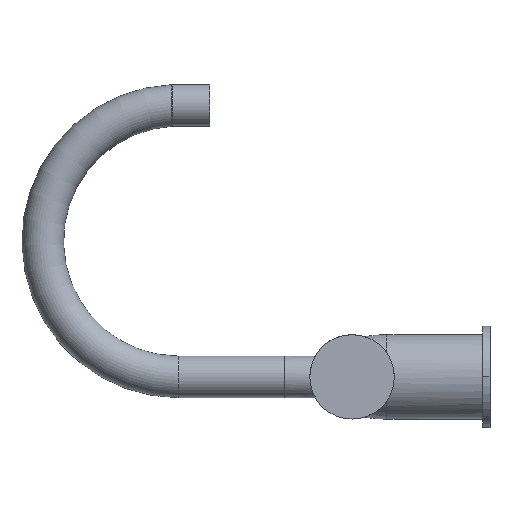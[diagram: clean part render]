
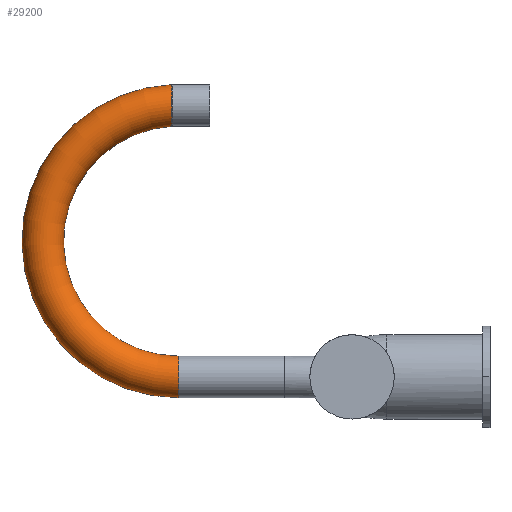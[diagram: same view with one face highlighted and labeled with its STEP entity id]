
A CAD part, left-side view. The second image highlights one B-rep face of the part: STEP entity #29200.
In plain terms, the highlighted toroidal (fillet/blend) face has major radius 72.5 mm and minor radius 11.1 mm.
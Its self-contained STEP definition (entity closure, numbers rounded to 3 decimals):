
#1703 = CARTESIAN_POINT ( 'NONE',  ( 0., 162.233, 72.5 ) ) ;
#2208 = CARTESIAN_POINT ( 'NONE',  ( -9.028, 165.833, 151.386 ) ) ;
#3322 = CARTESIAN_POINT ( 'NONE',  ( -4.908, 165.833, 154.884 ) ) ;
#3985 = AXIS2_PLACEMENT_3D ( 'NONE', #70610, #41640, #12749 ) ;
#6961 = ORIENTED_EDGE ( 'NONE', *, *, #72328, .F. ) ;
#7949 = CARTESIAN_POINT ( 'NONE',  ( -1.445, 165.833, 155.952 ) ) ;
#8697 = CARTESIAN_POINT ( 'NONE',  ( -0.725, 165.833, 156.022 ) ) ;
#9066 = CARTESIAN_POINT ( 'NONE',  ( -2.518, 165.833, 155.739 ) ) ;
#9426 = CARTESIAN_POINT ( 'NONE',  ( -8.369, 165.833, 137.573 ) ) ;
#9687 = DIRECTION ( 'NONE',  ( 0., 0., 1. ) ) ;
#9826 = CARTESIAN_POINT ( 'NONE',  ( -2.519, 165.833, 134.078 ) ) ;
#10954 = CARTESIAN_POINT ( 'NONE',  ( -0.733, 165.833, 133.794 ) ) ;
#12749 = DIRECTION ( 'NONE',  ( 0., 0., -1. ) ) ;
#13069 = ORIENTED_EDGE ( 'NONE', *, *, #29860, .T. ) ;
#14778 = CARTESIAN_POINT ( 'NONE',  ( -4.254, 165.833, 155.193 ) ) ;
#15158 = CARTESIAN_POINT ( 'NONE',  ( -11.1, 165.833, 144.553 ) ) ;
#15359 = VERTEX_POINT ( 'NONE', #33734 ) ;
#15536 = CARTESIAN_POINT ( 'NONE',  ( -3.569, 165.833, 134.378 ) ) ;
#15808 = B_SPLINE_CURVE_WITH_KNOTS ( 'NONE', 3,
 ( #26221, #8697, #7949, #9066, #43630, #31174, #14778, #3322, #54345, #61577, #66510, #37990, #32303, #71509, #71905, #2208, #48176, #20137, #55461, #26593, #42519, #48562, #49731, #73028, #15158, #38352, #30822, #53991, #65781, #21606, #56606, #16312, #45134, #63073, #9426, #61955, #27353, #39486, #27727, #45513, #17059, #68415, #15536, #51625, #9826, #39844, #10954, #50855 ),
 .UNSPECIFIED., .F., .F.,
 ( 4, 2, 2, 1, 2, 2, 2, 2, 2, 2, 2, 2, 2, 2, 1, 2, 2, 2, 2, 2, 2, 2, 2, 2, 4 ),
 ( 0.042, 0.044, 0.045, 0.046, 0.048, 0.049, 0.051, 0.052, 0.053, 0.055, 0.056, 0.057, 0.059, 0.061, 0.062, 0.063, 0.064, 0.066, 0.068, 0.069, 0.07, 0.072, 0.074, 0.075, 0.077 ),
 .UNSPECIFIED. ) ;
#16312 = CARTESIAN_POINT ( 'NONE',  ( -9.98, 165.833, 139.99 ) ) ;
#17059 = CARTESIAN_POINT ( 'NONE',  ( -4.923, 165.833, 134.921 ) ) ;
#17604 = DIRECTION ( 'NONE',  ( 0., 0., -1. ) ) ;
#18041 = ORIENTED_EDGE ( 'NONE', *, *, #18244, .T. ) ;
#18244 = EDGE_CURVE ( 'NONE', #15359, #74342, #40019, .T. ) ;
#18518 = ORIENTED_EDGE ( 'NONE', *, *, #25412, .F. ) ;
#20137 = CARTESIAN_POINT ( 'NONE',  ( -9.974, 165.833, 149.841 ) ) ;
#20609 = AXIS2_PLACEMENT_3D ( 'NONE', #1703, #30752, #74689 ) ;
#21606 = CARTESIAN_POINT ( 'NONE',  ( -10.521, 165.833, 141.348 ) ) ;
#22761 = VERTEX_POINT ( 'NONE', #45977 ) ;
#22977 = AXIS2_PLACEMENT_3D ( 'NONE', #54058, #48253, #17604 ) ;
#25412 = EDGE_CURVE ( 'NONE', #22761, #47723, #15808, .T. ) ;
#26221 = CARTESIAN_POINT ( 'NONE',  ( 0., 165.833, 156.022 ) ) ;
#26593 = CARTESIAN_POINT ( 'NONE',  ( -10.516, 165.833, 148.488 ) ) ;
#27353 = CARTESIAN_POINT ( 'NONE',  ( -7.326, 165.833, 136.552 ) ) ;
#27727 = CARTESIAN_POINT ( 'NONE',  ( -6.466, 165.833, 135.868 ) ) ;
#29200 = ADVANCED_FACE ( 'NONE', ( #29752 ), #58089, .T. ) ;
#29752 = FACE_OUTER_BOUND ( 'NONE', #61857, .T. ) ;
#29860 = EDGE_CURVE ( 'NONE', #74342, #47723, #61879, .T. ) ;
#30752 = DIRECTION ( 'NONE',  ( 1., 0., 0. ) ) ;
#30822 = CARTESIAN_POINT ( 'NONE',  ( -11.012, 165.833, 143.464 ) ) ;
#31174 = CARTESIAN_POINT ( 'NONE',  ( -3.572, 165.833, 155.438 ) ) ;
#32303 = CARTESIAN_POINT ( 'NONE',  ( -8.102, 165.833, 152.515 ) ) ;
#33734 = CARTESIAN_POINT ( 'NONE',  ( 0., 162.233, -11.1 ) ) ;
#36831 = CIRCLE ( 'NONE', #3985, 83.6 ) ;
#37858 = CARTESIAN_POINT ( 'NONE',  ( 0., 162.233, 0. ) ) ;
#37990 = CARTESIAN_POINT ( 'NONE',  ( -7.335, 165.833, 153.283 ) ) ;
#38352 = CARTESIAN_POINT ( 'NONE',  ( -11.082, 165.833, 144.187 ) ) ;
#39486 = CARTESIAN_POINT ( 'NONE',  ( -6.761, 165.833, 136.087 ) ) ;
#39844 = CARTESIAN_POINT ( 'NONE',  ( -1.454, 165.833, 133.866 ) ) ;
#40019 = CIRCLE ( 'NONE', #59467, 11.1 ) ;
#41640 = DIRECTION ( 'NONE',  ( 1., 0., 0. ) ) ;
#42519 = CARTESIAN_POINT ( 'NONE',  ( -10.728, 165.833, 147.788 ) ) ;
#42569 = CARTESIAN_POINT ( 'NONE',  ( 0., 165.833, 133.794 ) ) ;
#43630 = CARTESIAN_POINT ( 'NONE',  ( -2.875, 165.833, 155.649 ) ) ;
#45134 = CARTESIAN_POINT ( 'NONE',  ( -9.639, 165.833, 139.351 ) ) ;
#45513 = CARTESIAN_POINT ( 'NONE',  ( -5.561, 165.833, 135.263 ) ) ;
#45977 = CARTESIAN_POINT ( 'NONE',  ( 0., 165.833, 156.022 ) ) ;
#47723 = VERTEX_POINT ( 'NONE', #42569 ) ;
#48176 = CARTESIAN_POINT ( 'NONE',  ( -9.634, 165.833, 150.479 ) ) ;
#48253 = DIRECTION ( 'NONE',  ( 1., 0., 0. ) ) ;
#48562 = CARTESIAN_POINT ( 'NONE',  ( -10.816, 165.833, 147.436 ) ) ;
#49731 = CARTESIAN_POINT ( 'NONE',  ( -11.027, 165.833, 146.371 ) ) ;
#50855 = CARTESIAN_POINT ( 'NONE',  ( 0., 165.833, 133.794 ) ) ;
#51625 = CARTESIAN_POINT ( 'NONE',  ( -2.871, 165.833, 134.166 ) ) ;
#53991 = CARTESIAN_POINT ( 'NONE',  ( -10.906, 165.833, 142.748 ) ) ;
#54058 = CARTESIAN_POINT ( 'NONE',  ( 0., 162.233, 72.5 ) ) ;
#54345 = CARTESIAN_POINT ( 'NONE',  ( -5.548, 165.833, 154.542 ) ) ;
#55461 = CARTESIAN_POINT ( 'NONE',  ( -10.392, 165.833, 148.834 ) ) ;
#56606 = CARTESIAN_POINT ( 'NONE',  ( -10.397, 165.833, 141.001 ) ) ;
#58089 = TOROIDAL_SURFACE ( 'NONE', #22977, 72.5, 11.1 ) ;
#59467 = AXIS2_PLACEMENT_3D ( 'NONE', #37858, #61071, #9687 ) ;
#61071 = DIRECTION ( 'NONE',  ( 0., 1., 0. ) ) ;
#61577 = CARTESIAN_POINT ( 'NONE',  ( -5.862, 165.833, 154.354 ) ) ;
#61857 = EDGE_LOOP ( 'NONE', ( #6961, #18041, #13069, #18518 ) ) ;
#61879 = CIRCLE ( 'NONE', #20609, 61.4 ) ;
#61955 = CARTESIAN_POINT ( 'NONE',  ( -7.596, 165.833, 136.798 ) ) ;
#63073 = CARTESIAN_POINT ( 'NONE',  ( -8.836, 165.833, 138.144 ) ) ;
#65781 = CARTESIAN_POINT ( 'NONE',  ( -10.731, 165.833, 142.045 ) ) ;
#66510 = CARTESIAN_POINT ( 'NONE',  ( -6.775, 165.833, 153.743 ) ) ;
#68415 = CARTESIAN_POINT ( 'NONE',  ( -3.915, 165.833, 134.503 ) ) ;
#70610 = CARTESIAN_POINT ( 'NONE',  ( 0., 162.233, 72.5 ) ) ;
#71509 = CARTESIAN_POINT ( 'NONE',  ( -8.346, 165.833, 152.246 ) ) ;
#71905 = CARTESIAN_POINT ( 'NONE',  ( -8.809, 165.833, 151.681 ) ) ;
#72328 = EDGE_CURVE ( 'NONE', #15359, #22761, #36831, .T. ) ;
#73028 = CARTESIAN_POINT ( 'NONE',  ( -11.099, 165.833, 145.65 ) ) ;
#73427 = CARTESIAN_POINT ( 'NONE',  ( 0., 162.233, 11.1 ) ) ;
#74342 = VERTEX_POINT ( 'NONE', #73427 ) ;
#74689 = DIRECTION ( 'NONE',  ( 0., 0., -1. ) ) ;
